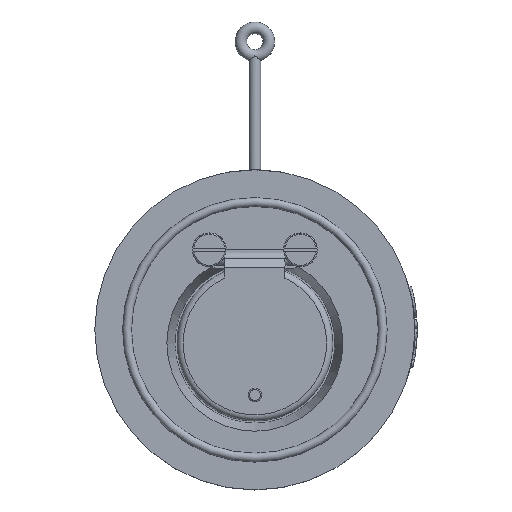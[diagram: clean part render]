
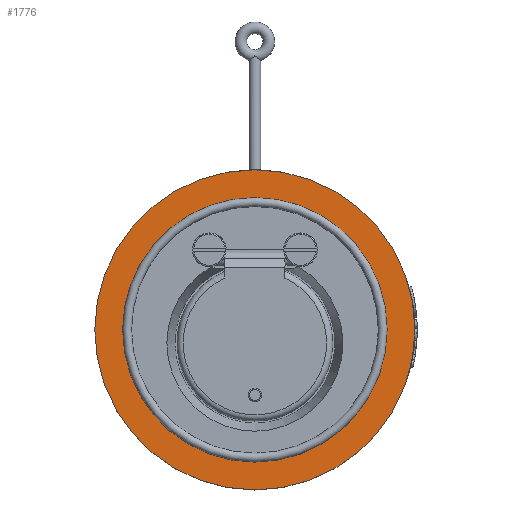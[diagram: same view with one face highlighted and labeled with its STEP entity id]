
A CAD part, top view. The second image highlights one B-rep face of the part: STEP entity #1776.
In plain terms, the highlighted planar face has unit normal (0, 0, 1).
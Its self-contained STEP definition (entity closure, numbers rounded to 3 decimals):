
#43=FACE_BOUND('',#614,.T.);
#87=PLANE('',#1960);
#503=FACE_OUTER_BOUND('',#613,.T.);
#613=EDGE_LOOP('',(#1663));
#614=EDGE_LOOP('',(#1664));
#638=CIRCLE('',#1840,72.);
#642=CIRCLE('',#1846,59.5);
#777=VERTEX_POINT('',#3436);
#781=VERTEX_POINT('',#3448);
#989=EDGE_CURVE('',#777,#777,#638,.T.);
#995=EDGE_CURVE('',#781,#781,#642,.T.);
#1663=ORIENTED_EDGE('',*,*,#989,.T.);
#1664=ORIENTED_EDGE('',*,*,#995,.T.);
#1776=ADVANCED_FACE('',(#503,#43),#87,.T.);
#1840=AXIS2_PLACEMENT_3D('',#3437,#2084,#2085);
#1846=AXIS2_PLACEMENT_3D('',#3449,#2098,#2099);
#1960=AXIS2_PLACEMENT_3D('',#3851,#2391,#2392);
#2084=DIRECTION('center_axis',(0.,0.,1.));
#2085=DIRECTION('ref_axis',(1.,0.,0.));
#2098=DIRECTION('center_axis',(0.,0.,-1.));
#2099=DIRECTION('ref_axis',(1.,0.,0.));
#2391=DIRECTION('center_axis',(0.,0.,1.));
#2392=DIRECTION('ref_axis',(1.,0.,0.));
#3436=CARTESIAN_POINT('',(-72.,0.,10.));
#3437=CARTESIAN_POINT('Origin',(0.,0.,10.));
#3448=CARTESIAN_POINT('',(-59.5,0.,10.));
#3449=CARTESIAN_POINT('Origin',(0.,0.,10.));
#3851=CARTESIAN_POINT('Origin',(0.,0.,10.));
